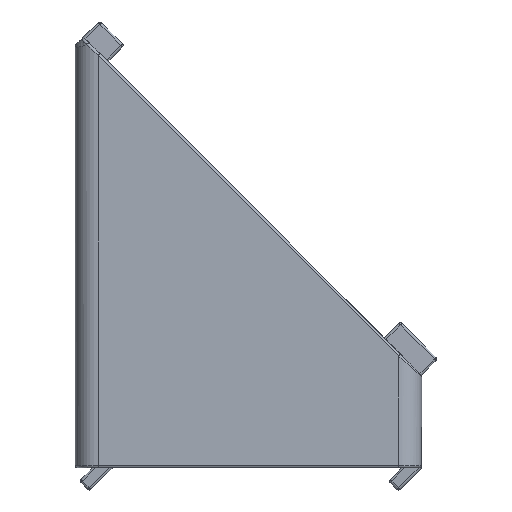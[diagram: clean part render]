
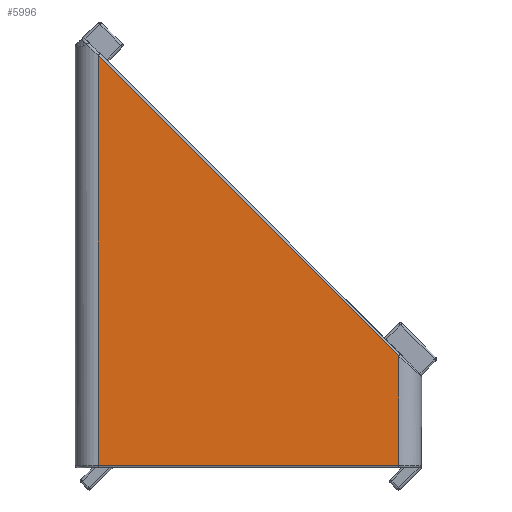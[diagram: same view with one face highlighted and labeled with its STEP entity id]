
A CAD part, left-side view. The second image highlights one B-rep face of the part: STEP entity #5996.
In plain terms, the highlighted planar face has unit normal (-1, 0, 0).
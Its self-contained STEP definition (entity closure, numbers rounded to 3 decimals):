
#316 = FACE_OUTER_BOUND ( 'NONE', #6262, .T. ) ;
#1357 = CARTESIAN_POINT ( 'NONE',  ( -15., 13., 0.2 ) ) ;
#1489 = EDGE_CURVE ( 'NONE', #2962, #8940, #7505, .T. ) ;
#1925 = AXIS2_PLACEMENT_3D ( 'NONE', #3021, #4540, #8536 ) ;
#1992 = VERTEX_POINT ( 'NONE', #9545 ) ;
#2664 = LINE ( 'NONE', #8845, #9619 ) ;
#2811 = DIRECTION ( 'NONE',  ( 0., -1., 0. ) ) ;
#2877 = ORIENTED_EDGE ( 'NONE', *, *, #3746, .T. ) ;
#2934 = CARTESIAN_POINT ( 'NONE',  ( -15., 14.141, 36.859 ) ) ;
#2962 = VERTEX_POINT ( 'NONE', #4618 ) ;
#3021 = CARTESIAN_POINT ( 'NONE',  ( -15., 13., 38. ) ) ;
#3635 = VECTOR ( 'NONE', #8280, 1000. ) ;
#3746 = EDGE_CURVE ( 'NONE', #1992, #5131, #7591, .T. ) ;
#3814 = PLANE ( 'NONE',  #1925 ) ;
#4540 = DIRECTION ( 'NONE',  ( 1., 0., 0. ) ) ;
#4618 = CARTESIAN_POINT ( 'NONE',  ( -15., -13., 9.717 ) ) ;
#4630 = ORIENTED_EDGE ( 'NONE', *, *, #4964, .F. ) ;
#4762 = VECTOR ( 'NONE', #6788, 1000. ) ;
#4888 = CARTESIAN_POINT ( 'NONE',  ( -15., 13., 35.717 ) ) ;
#4964 = EDGE_CURVE ( 'NONE', #2962, #5131, #2664, .T. ) ;
#5131 = VERTEX_POINT ( 'NONE', #5267 ) ;
#5267 = CARTESIAN_POINT ( 'NONE',  ( -15., -13., 0.2 ) ) ;
#5682 = DIRECTION ( 'NONE',  ( 0., 0., -1. ) ) ;
#5996 = ADVANCED_FACE ( 'NONE', ( #316 ), #3814, .F. ) ;
#6262 = EDGE_LOOP ( 'NONE', ( #4630, #8002, #9394, #2877 ) ) ;
#6788 = DIRECTION ( 'NONE',  ( 0., 0., -1. ) ) ;
#7505 = LINE ( 'NONE', #2934, #3635 ) ;
#7543 = EDGE_CURVE ( 'NONE', #8940, #1992, #9167, .T. ) ;
#7591 = LINE ( 'NONE', #1357, #9176 ) ;
#8002 = ORIENTED_EDGE ( 'NONE', *, *, #1489, .T. ) ;
#8280 = DIRECTION ( 'NONE',  ( 0., 0.707, 0.707 ) ) ;
#8536 = DIRECTION ( 'NONE',  ( 0., 1., 0. ) ) ;
#8845 = CARTESIAN_POINT ( 'NONE',  ( -15., -13., 38. ) ) ;
#8940 = VERTEX_POINT ( 'NONE', #4888 ) ;
#9167 = LINE ( 'NONE', #9782, #4762 ) ;
#9176 = VECTOR ( 'NONE', #2811, 1000. ) ;
#9394 = ORIENTED_EDGE ( 'NONE', *, *, #7543, .T. ) ;
#9545 = CARTESIAN_POINT ( 'NONE',  ( -15., 13., 0.2 ) ) ;
#9619 = VECTOR ( 'NONE', #5682, 1000. ) ;
#9782 = CARTESIAN_POINT ( 'NONE',  ( -15., 13., 38. ) ) ;
